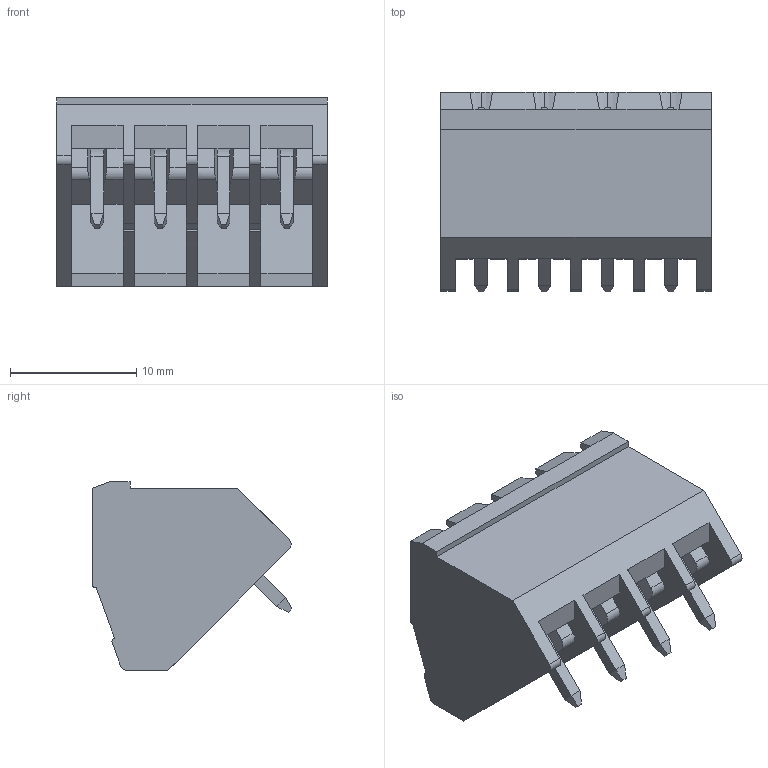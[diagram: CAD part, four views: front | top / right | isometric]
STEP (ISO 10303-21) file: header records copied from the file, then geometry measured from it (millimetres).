
FILE_DESCRIPTION( ( 'STEP AP214' ), '1' );
FILE_NAME( 'ME630-50004-20230315.stp', '2023-03-15T06:17:47', ( ' ' ), ( ' ' ), 'XStep 1.0', ' ', ' ' );
FILE_SCHEMA( ( 'CONFIG_CONTROL_DESIGN) ( )' ) );
Length unit declared in the file: metre
Products named in the file (1): 1
Bounding box: 21.4 x 15.8 x 14.9 mm (x, y, z)
Volume: 1403.6 mm3; surface area: 3101.8 mm2
Topology: 1 solids, 1 shells, 373 faces, 1041 edges, 674 vertices
Faces by surface type: plane 317, cylinder 44, bspline 8, cone 4
Full cylindrical faces by diameter (mm): 2.7 x4
Entity records: 11897 total; most frequent: CARTESIAN_POINT 2368, ORIENTED_EDGE 2058, DIRECTION 1853, EDGE_CURVE 1029, LINE 857, VECTOR 857, VERTEX_POINT 670, AXIS2_PLACEMENT_3D 498
